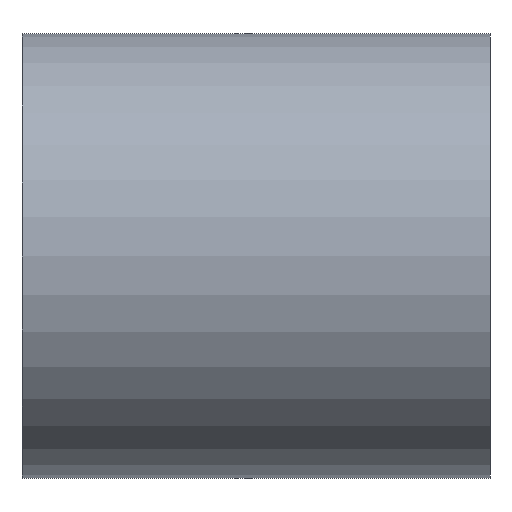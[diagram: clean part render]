
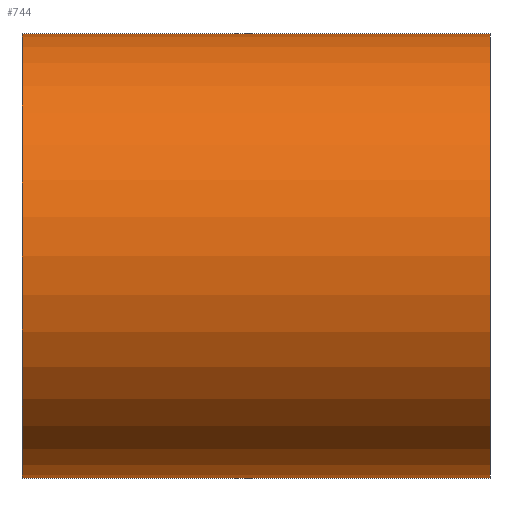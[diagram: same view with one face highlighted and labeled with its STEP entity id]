
A CAD part, front view. The second image highlights one B-rep face of the part: STEP entity #744.
In plain terms, the highlighted cylindrical face has radius 47.5 mm (diameter 95 mm), a partial arc.
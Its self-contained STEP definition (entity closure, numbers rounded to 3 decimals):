
#637 = ORIENTED_EDGE ( 'NONE', *, *, #696, .T. ) ;
#638 = ORIENTED_EDGE ( 'NONE', *, *, #773, .T. ) ;
#695 = EDGE_CURVE ( 'NONE', #879, #878, #1589, .T. ) ;
#696 = EDGE_CURVE ( 'NONE', #884, #882, #1541, .T. ) ;
#697 = ORIENTED_EDGE ( 'NONE', *, *, #874, .F. ) ;
#728 = EDGE_LOOP ( 'NONE', ( #697, #743, #638, #637 ) ) ;
#743 = ORIENTED_EDGE ( 'NONE', *, *, #695, .F. ) ;
#744 = ADVANCED_FACE ( 'NONE', ( #1483 ), #1497, .T. ) ;
#773 = EDGE_CURVE ( 'NONE', #879, #884, #1548, .T. ) ;
#874 = EDGE_CURVE ( 'NONE', #878, #882, #1761, .T. ) ;
#878 = VERTEX_POINT ( 'NONE', #1749 ) ;
#879 = VERTEX_POINT ( 'NONE', #1770 ) ;
#882 = VERTEX_POINT ( 'NONE', #1746 ) ;
#884 = VERTEX_POINT ( 'NONE', #1769 ) ;
#1448 = CARTESIAN_POINT ( 'NONE',  ( 100., 0., 47.5 ) ) ;
#1483 = FACE_OUTER_BOUND ( 'NONE', #728, .T. ) ;
#1484 = AXIS2_PLACEMENT_3D ( 'NONE', #1596, #1595, #1594 ) ;
#1497 = CYLINDRICAL_SURFACE ( 'NONE', #1484, 47.5 ) ;
#1501 = DIRECTION ( 'NONE',  ( 0., 0., -1. ) ) ;
#1502 = DIRECTION ( 'NONE',  ( 1., 0., 0. ) ) ;
#1536 = AXIS2_PLACEMENT_3D ( 'NONE', #1580, #1502, #1501 ) ;
#1538 = AXIS2_PLACEMENT_3D ( 'NONE', #1585, #1584, #1583 ) ;
#1541 = CIRCLE ( 'NONE', #1536, 47.5 ) ;
#1543 = DIRECTION ( 'NONE',  ( -1., 0., 0. ) ) ;
#1544 = VECTOR ( 'NONE', #1543, 1000. ) ;
#1548 = LINE ( 'NONE', #1448, #1544 ) ;
#1580 = CARTESIAN_POINT ( 'NONE',  ( 0., 0., 0. ) ) ;
#1583 = DIRECTION ( 'NONE',  ( 0., 0., -1. ) ) ;
#1584 = DIRECTION ( 'NONE',  ( 1., 0., 0. ) ) ;
#1585 = CARTESIAN_POINT ( 'NONE',  ( 100., 0., 0. ) ) ;
#1589 = CIRCLE ( 'NONE', #1538, 47.5 ) ;
#1594 = DIRECTION ( 'NONE',  ( 0., 0., 1. ) ) ;
#1595 = DIRECTION ( 'NONE',  ( -1., 0., 0. ) ) ;
#1596 = CARTESIAN_POINT ( 'NONE',  ( 100., 0., 0. ) ) ;
#1746 = CARTESIAN_POINT ( 'NONE',  ( 0., 0., -47.5 ) ) ;
#1749 = CARTESIAN_POINT ( 'NONE',  ( 100., 0., -47.5 ) ) ;
#1750 = DIRECTION ( 'NONE',  ( -1., 0., 0. ) ) ;
#1751 = VECTOR ( 'NONE', #1750, 1000. ) ;
#1761 = LINE ( 'NONE', #1768, #1751 ) ;
#1768 = CARTESIAN_POINT ( 'NONE',  ( 100., 0., -47.5 ) ) ;
#1769 = CARTESIAN_POINT ( 'NONE',  ( 0., 0., 47.5 ) ) ;
#1770 = CARTESIAN_POINT ( 'NONE',  ( 100., 0., 47.5 ) ) ;
